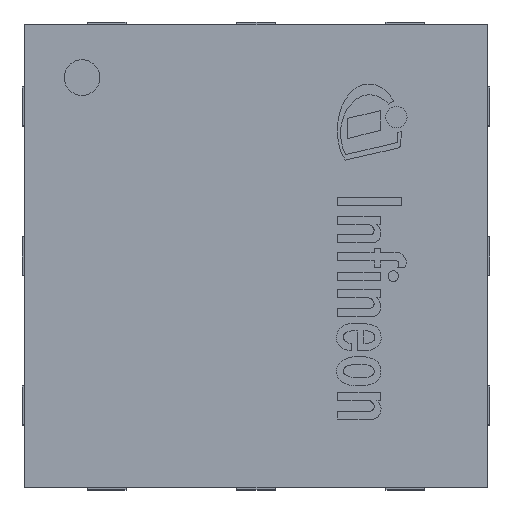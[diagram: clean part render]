
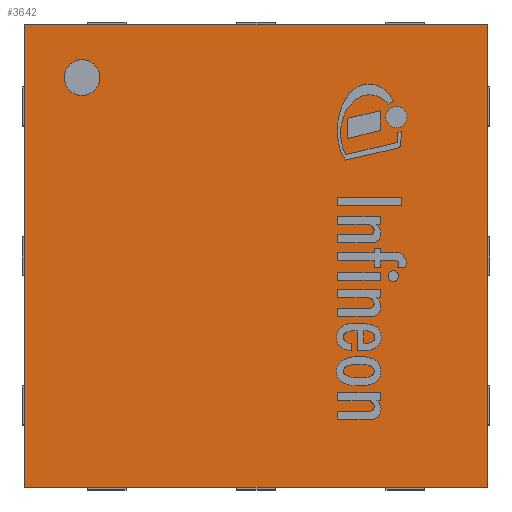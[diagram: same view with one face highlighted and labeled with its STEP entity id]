
A CAD part, top view. The second image highlights one B-rep face of the part: STEP entity #3642.
In plain terms, the highlighted planar face has unit normal (0, 0, 1).
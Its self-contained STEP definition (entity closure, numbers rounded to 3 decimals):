
#140=LINE('',#5073,#598);
#143=LINE('',#5079,#601);
#146=LINE('',#5085,#604);
#149=LINE('',#5089,#607);
#598=VECTOR('',#4151,1.);
#601=VECTOR('',#4156,1.);
#604=VECTOR('',#4161,1.);
#607=VECTOR('',#4166,1.);
#1060=PLANE('',#3915);
#1268=FACE_BOUND('',#1522,.T.);
#1283=FACE_OUTER_BOUND('',#1521,.T.);
#1521=EDGE_LOOP('',(#2640,#2641,#2642,#2643));
#1522=EDGE_LOOP('',(#2644));
#1760=CIRCLE('',#3908,0.069);
#1772=VERTEX_POINT('',#5063);
#1775=VERTEX_POINT('',#5070);
#1776=VERTEX_POINT('',#5072);
#1778=VERTEX_POINT('',#5078);
#1780=VERTEX_POINT('',#5084);
#2112=EDGE_CURVE('',#1772,#1772,#1760,.T.);
#2115=EDGE_CURVE('',#1776,#1775,#140,.T.);
#2118=EDGE_CURVE('',#1778,#1776,#143,.T.);
#2121=EDGE_CURVE('',#1780,#1778,#146,.T.);
#2124=EDGE_CURVE('',#1775,#1780,#149,.T.);
#2640=ORIENTED_EDGE('',*,*,#2124,.T.);
#2641=ORIENTED_EDGE('',*,*,#2121,.T.);
#2642=ORIENTED_EDGE('',*,*,#2118,.T.);
#2643=ORIENTED_EDGE('',*,*,#2115,.T.);
#2644=ORIENTED_EDGE('',*,*,#2112,.T.);
#3642=ADVANCED_FACE('',(#1283,#1268),#1060,.T.);
#3908=AXIS2_PLACEMENT_3D('',#5064,#4143,#4144);
#3915=AXIS2_PLACEMENT_3D('',#5091,#4169,#4170);
#4143=DIRECTION('center_axis',(0.,0.,-1.));
#4144=DIRECTION('ref_axis',(-1.,0.,0.));
#4151=DIRECTION('',(0.,1.,0.));
#4156=DIRECTION('',(1.,0.,0.));
#4161=DIRECTION('',(0.,-1.,0.));
#4166=DIRECTION('',(-1.,0.,0.));
#4169=DIRECTION('center_axis',(0.,0.,1.));
#4170=DIRECTION('ref_axis',(1.,0.,0.));
#5063=CARTESIAN_POINT('',(-0.6,0.686,0.58));
#5064=CARTESIAN_POINT('Origin',(-0.669,0.686,0.58));
#5070=CARTESIAN_POINT('',(0.89,0.89,0.58));
#5072=CARTESIAN_POINT('',(0.89,-0.89,0.58));
#5073=CARTESIAN_POINT('',(0.89,0.89,0.58));
#5078=CARTESIAN_POINT('',(-0.89,-0.89,0.58));
#5079=CARTESIAN_POINT('',(0.89,-0.89,0.58));
#5084=CARTESIAN_POINT('',(-0.89,0.89,0.58));
#5085=CARTESIAN_POINT('',(-0.89,-0.89,0.58));
#5089=CARTESIAN_POINT('',(-0.89,0.89,0.58));
#5091=CARTESIAN_POINT('Origin',(0.,0.,
0.58));
